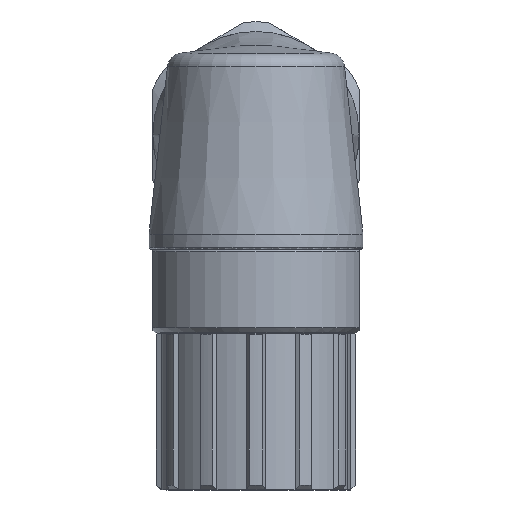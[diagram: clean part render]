
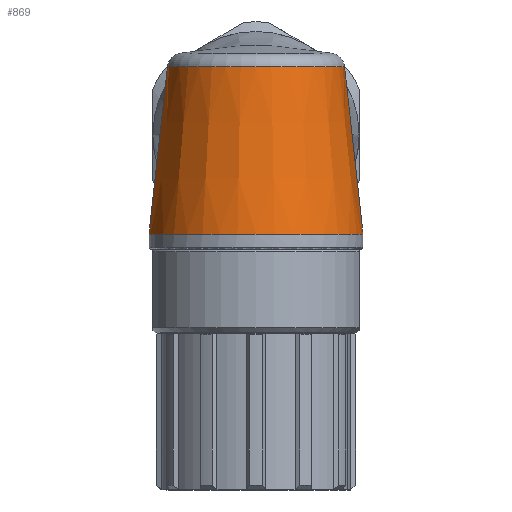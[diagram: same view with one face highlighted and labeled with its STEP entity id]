
A CAD part, front view. The second image highlights one B-rep face of the part: STEP entity #869.
In plain terms, the highlighted conical face has half-angle 6.3 degrees and reference radius 11.584 mm.
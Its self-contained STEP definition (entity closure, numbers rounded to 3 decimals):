
#833=AXIS2_PLACEMENT_3D('Cone Axis2P3D',#830,#831,#832) ;
#837=AXIS2_PLACEMENT_3D('Circle Axis2P3D',#835,#836,$) ;
#853=AXIS2_PLACEMENT_3D('Circle Axis2P3D',#851,#852,$) ;
#830=CARTESIAN_POINT('Axis2P3D Location',(14.,14.,55.384)) ;
#835=CARTESIAN_POINT('Axis2P3D Location',(14.,14.,55.384)) ;
#839=CARTESIAN_POINT('Vertex',(2.417,14.,55.384)) ;
#841=CARTESIAN_POINT('Vertex',(25.583,14.,55.384)) ;
#844=CARTESIAN_POINT('Line Origine',(-54858.947,14.,-496872.633)) ;
#848=CARTESIAN_POINT('Vertex',(0.,14.,33.495)) ;
#851=CARTESIAN_POINT('Axis2P3D Location',(14.,14.,33.495)) ;
#855=CARTESIAN_POINT('Vertex',(28.,14.,33.495)) ;
#858=CARTESIAN_POINT('Line Origine',(54886.947,14.,-496872.633)) ;
#831=DIRECTION('Axis2P3D Direction',(0.,0.,-1.)) ;
#832=DIRECTION('Axis2P3D XDirection',(1.,0.,0.)) ;
#836=DIRECTION('Axis2P3D Direction',(0.,0.,-1.)) ;
#845=DIRECTION('Vector Direction',(-0.11,0.,-0.994)) ;
#852=DIRECTION('Axis2P3D Direction',(0.,0.,-1.)) ;
#859=DIRECTION('Vector Direction',(0.11,0.,-0.994)) ;
#846=VECTOR('Line Direction',#845,1.) ;
#860=VECTOR('Line Direction',#859,1.) ;
#864=ORIENTED_EDGE('',*,*,#843,.F.) ;
#865=ORIENTED_EDGE('',*,*,#850,.T.) ;
#866=ORIENTED_EDGE('',*,*,#857,.T.) ;
#867=ORIENTED_EDGE('',*,*,#862,.F.) ;
#869=ADVANCED_FACE('Hauptkoerper',(#868),#834,.T.) ;
#838=CIRCLE('generated circle',#837,11.583) ;
#854=CIRCLE('generated circle',#853,14.) ;
#834=CONICAL_SURFACE('Cone',#833,11.583,0.11) ;
#843=EDGE_CURVE('',#840,#842,#838,.F.) ;
#850=EDGE_CURVE('',#840,#849,#847,.T.) ;
#857=EDGE_CURVE('',#849,#856,#854,.F.) ;
#862=EDGE_CURVE('',#842,#856,#861,.T.) ;
#863=EDGE_LOOP('',(#864,#865,#866,#867)) ;
#868=FACE_OUTER_BOUND('',#863,.T.) ;
#847=LINE('Line',#844,#846) ;
#861=LINE('Line',#858,#860) ;
#840=VERTEX_POINT('',#839) ;
#842=VERTEX_POINT('',#841) ;
#849=VERTEX_POINT('',#848) ;
#856=VERTEX_POINT('',#855) ;
